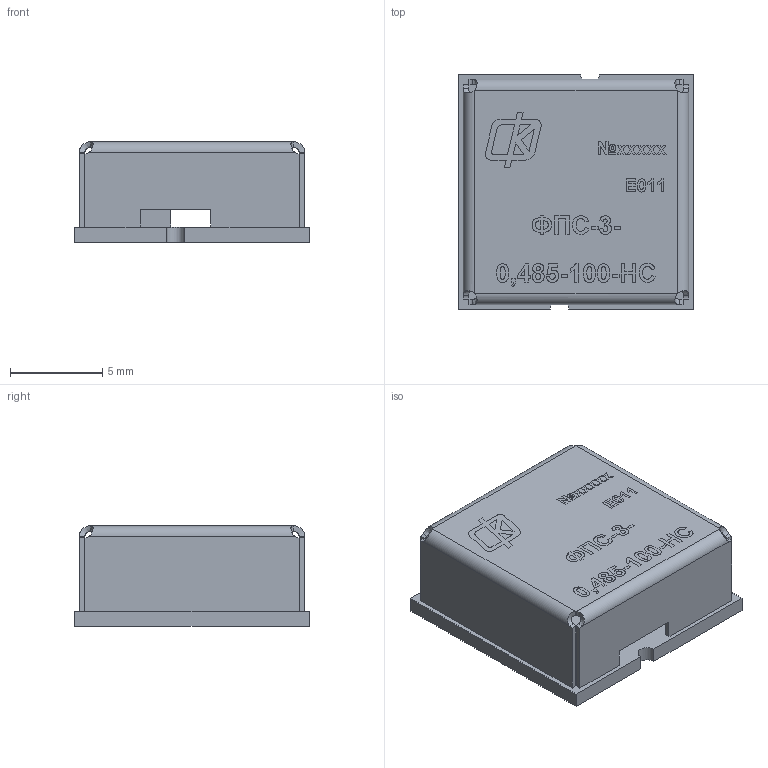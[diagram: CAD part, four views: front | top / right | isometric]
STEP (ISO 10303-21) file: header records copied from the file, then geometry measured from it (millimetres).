
FILE_DESCRIPTION(('STEP AP203'), '1');
FILE_NAME('ﾍﾘﾁﾀ.468824.051-01_ﾔﾏﾑ-3-0,485-100-ﾍﾑ', '', ('UNSPECIFIED'), ('UNSPECIFIED'), 'ASCON STEP Converter 1.6', 'ASCON Math Kernel', '');
FILE_SCHEMA(('CONFIG_CONTROL_DESIGN'));
Length unit declared in the file: millimetre
Products named in the file (1): НШБА.468824.051-01_ФПС-3-0,485-100-НС
Bounding box: 12.7 x 12.7 x 5.43 mm (x, y, z)
Volume: 229.6 mm3; surface area: 1051.1 mm2
Topology: 2 solids, 2 shells, 473 faces, 1240 edges, 816 vertices
Faces by surface type: plane 302, bspline 142, cylinder 29
Entity records: 32612 total; most frequent: CARTESIAN_POINT 18313, ORIENTED_EDGE 2480, DIRECTION 1541, EDGE_CURVE 1240, VERTEX_POINT 816, LINE 793, VECTOR 793, FACE_BOUND 518
